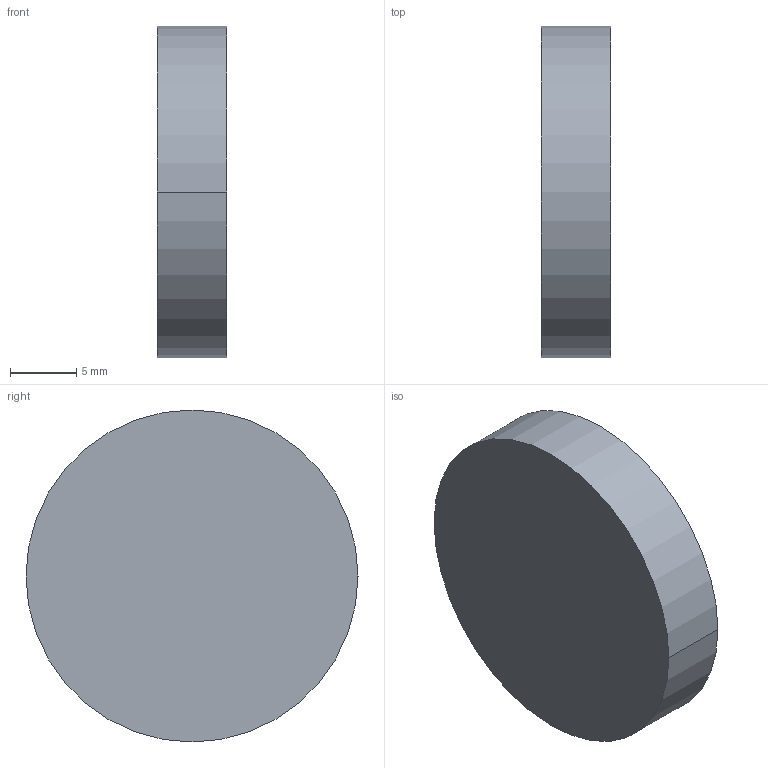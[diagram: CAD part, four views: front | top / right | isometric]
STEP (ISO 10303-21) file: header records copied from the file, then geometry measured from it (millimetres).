
FILE_DESCRIPTION (( 'STEP AP214' ), '1' );
FILE_NAME ('120152.STEP', '2019-06-20T06:04:43', ( '' ), ( '' ), 'SwSTEP 2.0', 'SolidWorks 2016', '' );
FILE_SCHEMA (( 'AUTOMOTIVE_DESIGN' ));
Length unit declared in the file: millimetre
Products named in the file (1): 120152
Bounding box: 5.22 x 25 x 25 mm (x, y, z)
Volume: 1755.6 mm3; surface area: 1424.8 mm2
Topology: 1 solids, 1 shells, 5 faces, 10 edges, 5 vertices
Faces by surface type: cylinder 2, torus 2, plane 1
Entity records: 154 total; most frequent: DIRECTION 26, CARTESIAN_POINT 19, ORIENTED_EDGE 16, AXIS2_PLACEMENT_3D 12, EDGE_CURVE 8, CIRCLE 6, FACE_OUTER_BOUND 5, VERTEX_POINT 5
